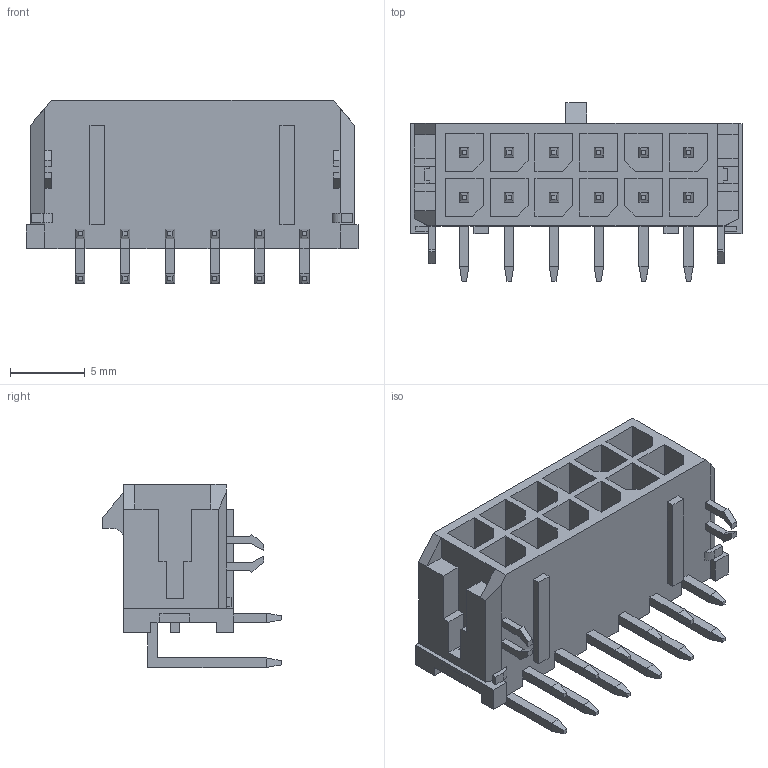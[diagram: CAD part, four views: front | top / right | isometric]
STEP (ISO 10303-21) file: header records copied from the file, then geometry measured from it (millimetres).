
FILE_DESCRIPTION((''),'2;1');
FILE_NAME('430451222','2020-04-16T',('gga'),(''),'PRO/ENGINEER BY PARAMETRIC TECHNOLOGY CORPORATION, 2016010','PRO/ENGINEER BY PARAMETRIC TECHNOLOGY CORPORATION, 2016010','');
FILE_SCHEMA(('CONFIG_CONTROL_DESIGN'));
Length unit declared in the file: millimetre
Products named in the file (1): 430451222
Bounding box: 22.2 x 11.95 x 12.24 mm (x, y, z)
Volume: 902.6 mm3; surface area: 2139.2 mm2
Topology: 1 solids, 1 shells, 552 faces, 1417 edges, 896 vertices
Faces by surface type: plane 549, cylinder 3
Entity records: 16196 total; most frequent: CARTESIAN_POINT 2836, ORIENTED_EDGE 2776, DIRECTION 2557, EDGE_CURVE 1388, VECTOR 1383, LINE 1383, VERTEX_POINT 866, AXIS2_PLACEMENT_3D 587
